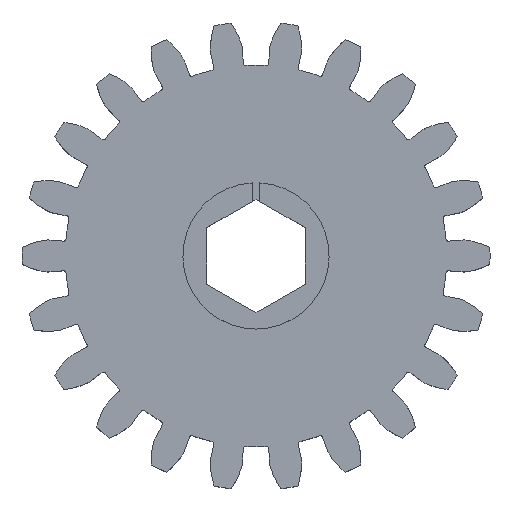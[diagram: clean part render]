
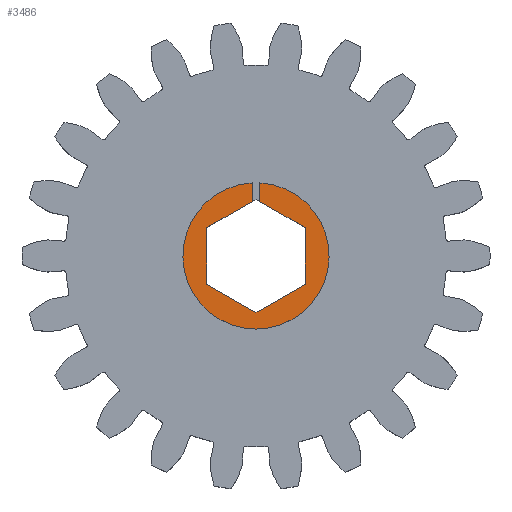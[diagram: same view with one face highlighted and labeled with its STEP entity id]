
A CAD part, top view. The second image highlights one B-rep face of the part: STEP entity #3486.
In plain terms, the highlighted planar face has unit normal (0, 0, 1).
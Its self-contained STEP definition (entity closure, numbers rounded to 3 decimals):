
#154=CIRCLE('',#3689,9.525);
#423=FACE_OUTER_BOUND('',#611,.T.);
#611=EDGE_LOOP('',(#2324,#2325,#2326,#2327,#2328,#2329,#2330,#2331,#2332));
#800=LINE('',#4960,#1092);
#804=LINE('',#4972,#1096);
#806=LINE('',#4976,#1098);
#807=LINE('',#4978,#1099);
#808=LINE('',#4980,#1100);
#809=LINE('',#4982,#1101);
#810=LINE('',#4984,#1102);
#811=LINE('',#4985,#1103);
#1092=VECTOR('',#4017,10.);
#1096=VECTOR('',#4029,10.);
#1098=VECTOR('',#4033,10.);
#1099=VECTOR('',#4034,10.);
#1100=VECTOR('',#4035,10.);
#1101=VECTOR('',#4036,10.);
#1102=VECTOR('',#4037,10.);
#1103=VECTOR('',#4038,10.);
#1384=VERTEX_POINT('',#4957);
#1385=VERTEX_POINT('',#4959);
#1387=VERTEX_POINT('',#4965);
#1389=VERTEX_POINT('',#4971);
#1390=VERTEX_POINT('',#4975);
#1391=VERTEX_POINT('',#4977);
#1392=VERTEX_POINT('',#4979);
#1393=VERTEX_POINT('',#4981);
#1394=VERTEX_POINT('',#4983);
#1756=EDGE_CURVE('',#1385,#1384,#800,.T.);
#1759=EDGE_CURVE('',#1387,#1385,#154,.T.);
#1762=EDGE_CURVE('',#1389,#1387,#804,.T.);
#1764=EDGE_CURVE('',#1384,#1390,#806,.T.);
#1765=EDGE_CURVE('',#1390,#1391,#807,.T.);
#1766=EDGE_CURVE('',#1391,#1392,#808,.T.);
#1767=EDGE_CURVE('',#1392,#1393,#809,.T.);
#1768=EDGE_CURVE('',#1393,#1394,#810,.T.);
#1769=EDGE_CURVE('',#1394,#1389,#811,.T.);
#2324=ORIENTED_EDGE('',*,*,#1764,.T.);
#2325=ORIENTED_EDGE('',*,*,#1765,.T.);
#2326=ORIENTED_EDGE('',*,*,#1766,.T.);
#2327=ORIENTED_EDGE('',*,*,#1767,.T.);
#2328=ORIENTED_EDGE('',*,*,#1768,.T.);
#2329=ORIENTED_EDGE('',*,*,#1769,.T.);
#2330=ORIENTED_EDGE('',*,*,#1762,.T.);
#2331=ORIENTED_EDGE('',*,*,#1759,.T.);
#2332=ORIENTED_EDGE('',*,*,#1756,.T.);
#3430=PLANE('',#3691);
#3486=ADVANCED_FACE('',(#423),#3430,.T.);
#3689=AXIS2_PLACEMENT_3D('',#4966,#4023,#4024);
#3691=AXIS2_PLACEMENT_3D('',#4974,#4031,#4032);
#4017=DIRECTION('',(0.,-1.,0.));
#4023=DIRECTION('center_axis',(0.,0.,1.));
#4024=DIRECTION('ref_axis',(-0.053,0.999,0.));
#4029=DIRECTION('',(0.,1.,0.));
#4031=DIRECTION('center_axis',(0.,0.,1.));
#4032=DIRECTION('ref_axis',(-1.,0.,0.));
#4033=DIRECTION('',(0.866,-0.5,0.));
#4034=DIRECTION('',(0.,-1.,0.));
#4035=DIRECTION('',(-0.866,-0.5,0.));
#4036=DIRECTION('',(-0.866,0.5,0.));
#4037=DIRECTION('',(0.,1.,0.));
#4038=DIRECTION('',(0.866,0.5,0.));
#4957=CARTESIAN_POINT('',(0.508,7.085,11.079));
#4959=CARTESIAN_POINT('',(0.508,9.511,11.079));
#4960=CARTESIAN_POINT('',(0.508,7.085,11.079));
#4965=CARTESIAN_POINT('',(-0.508,9.511,11.079));
#4966=CARTESIAN_POINT('Origin',(0.,0.,11.079));
#4971=CARTESIAN_POINT('',(-0.508,7.085,11.079));
#4972=CARTESIAN_POINT('',(-0.508,7.085,11.079));
#4974=CARTESIAN_POINT('Origin',(0.,-0.007,11.079));
#4975=CARTESIAN_POINT('',(6.39,3.689,11.079));
#4976=CARTESIAN_POINT('',(0.,7.379,11.079));
#4977=CARTESIAN_POINT('',(6.39,-3.689,11.079));
#4978=CARTESIAN_POINT('',(6.39,3.689,11.079));
#4979=CARTESIAN_POINT('',(0.,-7.379,11.079));
#4980=CARTESIAN_POINT('',(6.39,-3.689,11.079));
#4981=CARTESIAN_POINT('',(-6.39,-3.689,11.079));
#4982=CARTESIAN_POINT('',(0.,-7.379,11.079));
#4983=CARTESIAN_POINT('',(-6.39,3.689,11.079));
#4984=CARTESIAN_POINT('',(-6.39,-3.689,11.079));
#4985=CARTESIAN_POINT('',(-6.39,3.689,11.079));
